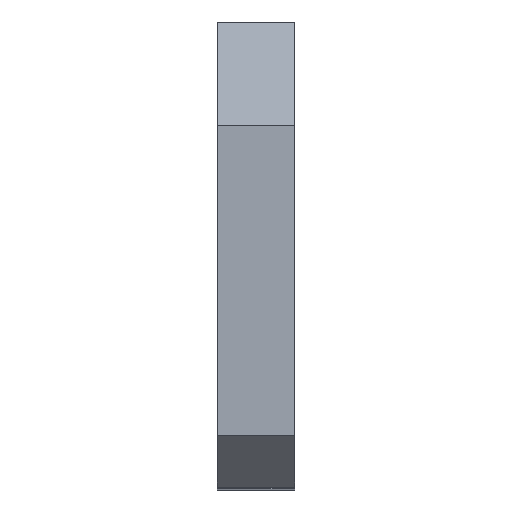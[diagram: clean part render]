
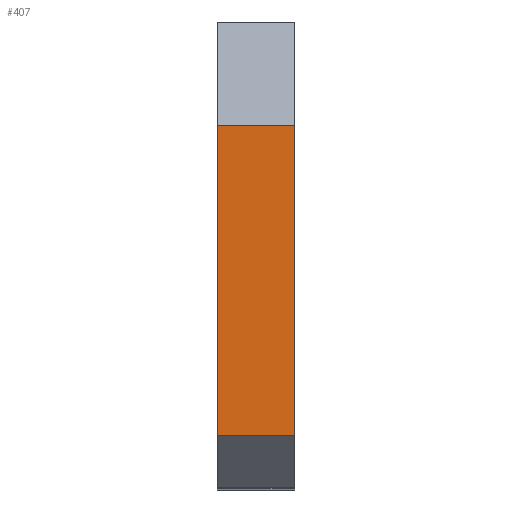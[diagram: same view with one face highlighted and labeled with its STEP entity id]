
A CAD part, top view. The second image highlights one B-rep face of the part: STEP entity #407.
In plain terms, the highlighted planar face has unit normal (0, 0, 1).
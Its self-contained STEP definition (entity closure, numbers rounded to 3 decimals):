
#54 = CARTESIAN_POINT ( 'NONE',  ( 3., -7., 34.5 ) ) ;
#90 = ORIENTED_EDGE ( 'NONE', *, *, #712, .F. ) ;
#119 = VERTEX_POINT ( 'NONE', #707 ) ;
#127 = LINE ( 'NONE', #294, #694 ) ;
#146 = EDGE_LOOP ( 'NONE', ( #246, #90, #438, #515 ) ) ;
#203 = DIRECTION ( 'NONE',  ( 0., 0., -1. ) ) ;
#206 = LINE ( 'NONE', #452, #394 ) ;
#207 = VERTEX_POINT ( 'NONE', #308 ) ;
#246 = ORIENTED_EDGE ( 'NONE', *, *, #252, .T. ) ;
#252 = EDGE_CURVE ( 'NONE', #119, #374, #127, .T. ) ;
#263 = CARTESIAN_POINT ( 'NONE',  ( 3., 5., 34.5 ) ) ;
#268 = VECTOR ( 'NONE', #451, 1000. ) ;
#276 = CARTESIAN_POINT ( 'NONE',  ( 3., 5., 34.5 ) ) ;
#280 = CARTESIAN_POINT ( 'NONE',  ( 3., 5., 34.5 ) ) ;
#284 = DIRECTION ( 'NONE',  ( -1., 0., 0. ) ) ;
#286 = LINE ( 'NONE', #54, #332 ) ;
#291 = EDGE_CURVE ( 'NONE', #769, #119, #206, .T. ) ;
#294 = CARTESIAN_POINT ( 'NONE',  ( 0., 5., 34.5 ) ) ;
#298 = CARTESIAN_POINT ( 'NONE',  ( 0., -7., 34.5 ) ) ;
#308 = CARTESIAN_POINT ( 'NONE',  ( 3., -7., 34.5 ) ) ;
#332 = VECTOR ( 'NONE', #284, 1000. ) ;
#374 = VERTEX_POINT ( 'NONE', #298 ) ;
#394 = VECTOR ( 'NONE', #690, 1000. ) ;
#407 = ADVANCED_FACE ( 'NONE', ( #622 ), #757, .F. ) ;
#438 = ORIENTED_EDGE ( 'NONE', *, *, #608, .F. ) ;
#451 = DIRECTION ( 'NONE',  ( 0., -1., 0. ) ) ;
#452 = CARTESIAN_POINT ( 'NONE',  ( 3., 5., 34.5 ) ) ;
#512 = DIRECTION ( 'NONE',  ( 0., 1., 0. ) ) ;
#514 = LINE ( 'NONE', #263, #268 ) ;
#515 = ORIENTED_EDGE ( 'NONE', *, *, #291, .T. ) ;
#543 = DIRECTION ( 'NONE',  ( 0., -1., 0. ) ) ;
#608 = EDGE_CURVE ( 'NONE', #769, #207, #514, .T. ) ;
#616 = AXIS2_PLACEMENT_3D ( 'NONE', #276, #203, #512 ) ;
#622 = FACE_OUTER_BOUND ( 'NONE', #146, .T. ) ;
#690 = DIRECTION ( 'NONE',  ( -1., 0., 0. ) ) ;
#694 = VECTOR ( 'NONE', #543, 1000. ) ;
#707 = CARTESIAN_POINT ( 'NONE',  ( 0., 5., 34.5 ) ) ;
#712 = EDGE_CURVE ( 'NONE', #207, #374, #286, .T. ) ;
#757 = PLANE ( 'NONE',  #616 ) ;
#769 = VERTEX_POINT ( 'NONE', #280 ) ;
